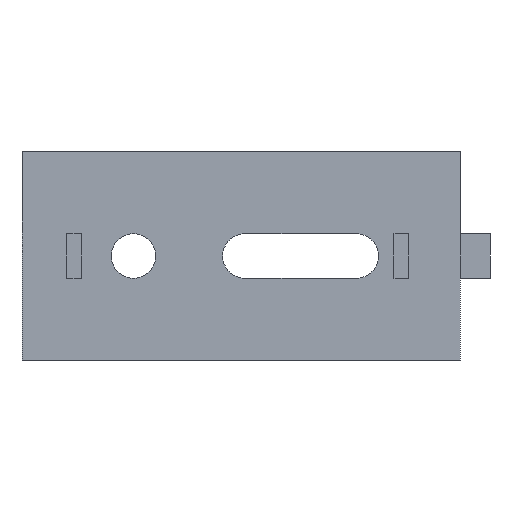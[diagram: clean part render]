
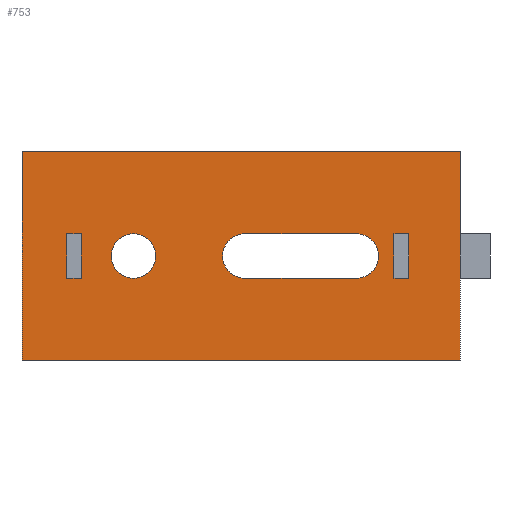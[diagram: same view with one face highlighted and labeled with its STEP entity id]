
A CAD part, front view. The second image highlights one B-rep face of the part: STEP entity #753.
In plain terms, the highlighted planar face has unit normal (0, -1, 0).
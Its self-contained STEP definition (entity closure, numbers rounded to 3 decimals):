
#20=CIRCLE('',#808,3.);
#21=CIRCLE('',#809,3.);
#22=CIRCLE('',#810,3.);
#32=FACE_BOUND('',#85,.T.);
#33=FACE_BOUND('',#86,.T.);
#34=FACE_BOUND('',#87,.T.);
#35=FACE_BOUND('',#88,.T.);
#44=FACE_OUTER_BOUND('',#84,.T.);
#84=EDGE_LOOP('',(#478,#479,#480,#481));
#85=EDGE_LOOP('',(#482,#483,#484,#485));
#86=EDGE_LOOP('',(#486,#487,#488,#489));
#87=EDGE_LOOP('',(#490));
#88=EDGE_LOOP('',(#491,#492,#493,#494));
#136=LINE('',#1057,#224);
#137=LINE('',#1059,#225);
#138=LINE('',#1061,#226);
#139=LINE('',#1062,#227);
#140=LINE('',#1065,#228);
#141=LINE('',#1067,#229);
#142=LINE('',#1069,#230);
#143=LINE('',#1070,#231);
#144=LINE('',#1073,#232);
#145=LINE('',#1075,#233);
#146=LINE('',#1077,#234);
#147=LINE('',#1078,#235);
#148=LINE('',#1083,#236);
#149=LINE('',#1087,#237);
#224=VECTOR('',#863,1000.);
#225=VECTOR('',#864,1000.);
#226=VECTOR('',#865,1000.);
#227=VECTOR('',#866,1000.);
#228=VECTOR('',#867,1000.);
#229=VECTOR('',#868,1000.);
#230=VECTOR('',#869,1000.);
#231=VECTOR('',#870,1000.);
#232=VECTOR('',#871,1000.);
#233=VECTOR('',#872,1000.);
#234=VECTOR('',#873,1000.);
#235=VECTOR('',#874,1000.);
#236=VECTOR('',#877,1000.);
#237=VECTOR('',#880,1000.);
#312=VERTEX_POINT('',#1055);
#313=VERTEX_POINT('',#1056);
#314=VERTEX_POINT('',#1058);
#315=VERTEX_POINT('',#1060);
#316=VERTEX_POINT('',#1063);
#317=VERTEX_POINT('',#1064);
#318=VERTEX_POINT('',#1066);
#319=VERTEX_POINT('',#1068);
#320=VERTEX_POINT('',#1071);
#321=VERTEX_POINT('',#1072);
#322=VERTEX_POINT('',#1074);
#323=VERTEX_POINT('',#1076);
#324=VERTEX_POINT('',#1079);
#325=VERTEX_POINT('',#1081);
#326=VERTEX_POINT('',#1082);
#327=VERTEX_POINT('',#1084);
#328=VERTEX_POINT('',#1086);
#378=EDGE_CURVE('',#312,#313,#136,.T.);
#379=EDGE_CURVE('',#314,#313,#137,.T.);
#380=EDGE_CURVE('',#315,#314,#138,.T.);
#381=EDGE_CURVE('',#315,#312,#139,.T.);
#382=EDGE_CURVE('',#316,#317,#140,.T.);
#383=EDGE_CURVE('',#317,#318,#141,.T.);
#384=EDGE_CURVE('',#318,#319,#142,.T.);
#385=EDGE_CURVE('',#319,#316,#143,.T.);
#386=EDGE_CURVE('',#320,#321,#144,.T.);
#387=EDGE_CURVE('',#321,#322,#145,.T.);
#388=EDGE_CURVE('',#322,#323,#146,.T.);
#389=EDGE_CURVE('',#323,#320,#147,.T.);
#390=EDGE_CURVE('',#324,#324,#20,.T.);
#391=EDGE_CURVE('',#325,#326,#148,.T.);
#392=EDGE_CURVE('',#326,#327,#21,.T.);
#393=EDGE_CURVE('',#327,#328,#149,.T.);
#394=EDGE_CURVE('',#328,#325,#22,.T.);
#478=ORIENTED_EDGE('',*,*,#378,.T.);
#479=ORIENTED_EDGE('',*,*,#379,.F.);
#480=ORIENTED_EDGE('',*,*,#380,.F.);
#481=ORIENTED_EDGE('',*,*,#381,.T.);
#482=ORIENTED_EDGE('',*,*,#382,.T.);
#483=ORIENTED_EDGE('',*,*,#383,.T.);
#484=ORIENTED_EDGE('',*,*,#384,.T.);
#485=ORIENTED_EDGE('',*,*,#385,.T.);
#486=ORIENTED_EDGE('',*,*,#386,.T.);
#487=ORIENTED_EDGE('',*,*,#387,.T.);
#488=ORIENTED_EDGE('',*,*,#388,.T.);
#489=ORIENTED_EDGE('',*,*,#389,.T.);
#490=ORIENTED_EDGE('',*,*,#390,.T.);
#491=ORIENTED_EDGE('',*,*,#391,.T.);
#492=ORIENTED_EDGE('',*,*,#392,.T.);
#493=ORIENTED_EDGE('',*,*,#393,.T.);
#494=ORIENTED_EDGE('',*,*,#394,.T.);
#678=PLANE('',#807);
#753=ADVANCED_FACE('',(#44,#32,#33,#34,#35),#678,.F.);
#807=AXIS2_PLACEMENT_3D('',#1054,#861,#862);
#808=AXIS2_PLACEMENT_3D('',#1080,#875,#876);
#809=AXIS2_PLACEMENT_3D('',#1085,#878,#879);
#810=AXIS2_PLACEMENT_3D('',#1088,#881,#882);
#861=DIRECTION('center_axis',(0.,1.,0.));
#862=DIRECTION('ref_axis',(0.,0.,-1.));
#863=DIRECTION('',(1.,0.,0.));
#864=DIRECTION('',(0.,0.,-1.));
#865=DIRECTION('',(1.,0.,0.));
#866=DIRECTION('',(0.,0.,-1.));
#867=DIRECTION('',(-1.,0.,0.));
#868=DIRECTION('',(0.,0.,1.));
#869=DIRECTION('',(1.,0.,0.));
#870=DIRECTION('',(0.,0.,-1.));
#871=DIRECTION('',(-1.,0.,0.));
#872=DIRECTION('',(0.,0.,1.));
#873=DIRECTION('',(1.,0.,0.));
#874=DIRECTION('',(0.,0.,-1.));
#875=DIRECTION('center_axis',(0.,1.,0.));
#876=DIRECTION('ref_axis',(0.,0.,-1.));
#877=DIRECTION('',(1.,0.,0.));
#878=DIRECTION('center_axis',(0.,1.,0.));
#879=DIRECTION('ref_axis',(0.,0.,-1.));
#880=DIRECTION('',(-1.,0.,0.));
#881=DIRECTION('center_axis',(0.,1.,0.));
#882=DIRECTION('ref_axis',(0.,0.,-1.));
#1054=CARTESIAN_POINT('Origin',(-67.,-63.,-49.));
#1055=CARTESIAN_POINT('',(-67.,-63.,-77.));
#1056=CARTESIAN_POINT('',(-8.,-63.,-77.));
#1057=CARTESIAN_POINT('',(-67.,-63.,-77.));
#1058=CARTESIAN_POINT('',(-8.,-63.,-49.));
#1059=CARTESIAN_POINT('',(-8.,-63.,-49.));
#1060=CARTESIAN_POINT('',(-67.,-63.,-49.));
#1061=CARTESIAN_POINT('',(-67.,-63.,-49.));
#1062=CARTESIAN_POINT('',(-67.,-63.,-49.));
#1063=CARTESIAN_POINT('',(-59.,-63.,-66.));
#1064=CARTESIAN_POINT('',(-61.,-63.,-66.));
#1065=CARTESIAN_POINT('',(-59.,-63.,-66.));
#1066=CARTESIAN_POINT('',(-61.,-63.,-60.));
#1067=CARTESIAN_POINT('',(-61.,-63.,-66.));
#1068=CARTESIAN_POINT('',(-59.,-63.,-60.));
#1069=CARTESIAN_POINT('',(-61.,-63.,-60.));
#1070=CARTESIAN_POINT('',(-59.,-63.,-60.));
#1071=CARTESIAN_POINT('',(-14.93,-63.,-66.));
#1072=CARTESIAN_POINT('',(-16.93,-63.,-66.));
#1073=CARTESIAN_POINT('',(-14.93,-63.,-66.));
#1074=CARTESIAN_POINT('',(-16.93,-63.,-60.));
#1075=CARTESIAN_POINT('',(-16.93,-63.,-66.));
#1076=CARTESIAN_POINT('',(-14.93,-63.,-60.));
#1077=CARTESIAN_POINT('',(-16.93,-63.,-60.));
#1078=CARTESIAN_POINT('',(-14.93,-63.,-60.));
#1079=CARTESIAN_POINT('',(-52.,-63.,-66.));
#1080=CARTESIAN_POINT('Origin',(-52.,-63.,-63.));
#1081=CARTESIAN_POINT('',(-37.,-63.,-60.));
#1082=CARTESIAN_POINT('',(-22.,-63.,-60.));
#1083=CARTESIAN_POINT('',(-37.,-63.,-60.));
#1084=CARTESIAN_POINT('',(-22.,-63.,-66.));
#1085=CARTESIAN_POINT('Origin',(-22.,-63.,-63.));
#1086=CARTESIAN_POINT('',(-37.,-63.,-66.));
#1087=CARTESIAN_POINT('',(-22.,-63.,-66.));
#1088=CARTESIAN_POINT('Origin',(-37.,-63.,-63.));
